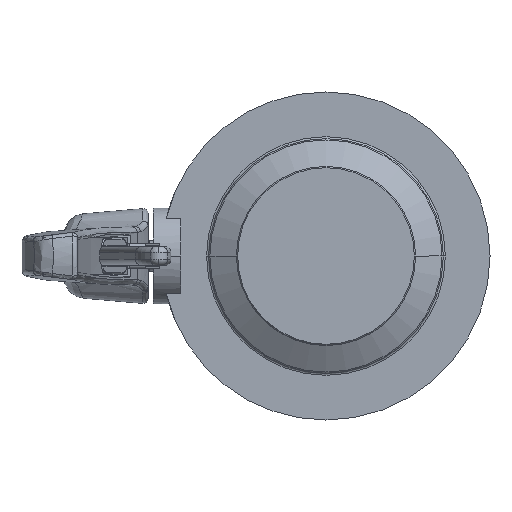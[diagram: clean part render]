
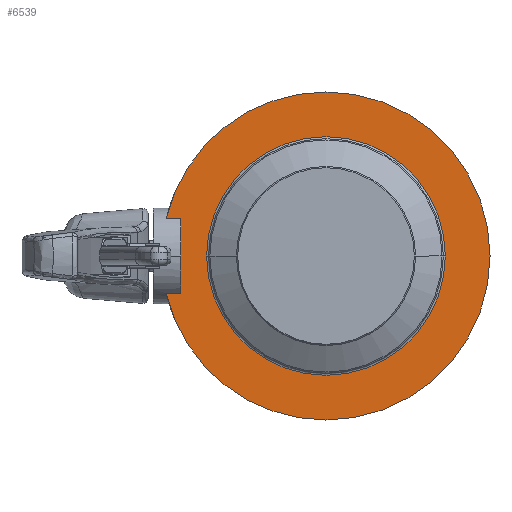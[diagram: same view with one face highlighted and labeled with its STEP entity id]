
A CAD part, left-side view. The second image highlights one B-rep face of the part: STEP entity #6539.
In plain terms, the highlighted planar face has unit normal (-1, 0, 0).
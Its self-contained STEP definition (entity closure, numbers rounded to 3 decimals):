
#4932 = FACE_OUTER_BOUND ( 'NONE', #10661, .T. ) ;
#4934 = DIRECTION ( 'NONE',  ( 1., 0., 0. ) ) ;
#4936 = CARTESIAN_POINT ( 'NONE',  ( -12., 0., 46.5 ) ) ;
#4937 = FACE_BOUND ( 'NONE', #10736, .T. ) ;
#4938 = PLANE ( 'NONE',  #10038 ) ;
#4940 = DIRECTION ( 'NONE',  ( 0., 1., 0. ) ) ;
#6539 = ADVANCED_FACE ( 'NONE', ( #4932, #4937 ), #4938, .F. ) ;
#6624 = CIRCLE ( 'NONE', #6631, 47.3 ) ;
#6631 = AXIS2_PLACEMENT_3D ( 'NONE', #6985, #6986, #6987 ) ;
#6639 = CIRCLE ( 'NONE', #6644, 65. ) ;
#6644 = AXIS2_PLACEMENT_3D ( 'NONE', #7014, #7015, #7016 ) ;
#6682 = VECTOR ( 'NONE', #7358, 1000. ) ;
#6701 = CIRCLE ( 'NONE', #6708, 47.3 ) ;
#6708 = AXIS2_PLACEMENT_3D ( 'NONE', #7914, #7915, #7916 ) ;
#6744 = CIRCLE ( 'NONE', #6746, 65. ) ;
#6746 = AXIS2_PLACEMENT_3D ( 'NONE', #8686, #8687, #8688 ) ;
#6778 = VECTOR ( 'NONE', #8863, 1000. ) ;
#6783 = VECTOR ( 'NONE', #9046, 1000. ) ;
#6822 = CIRCLE ( 'NONE', #6824, 65. ) ;
#6824 = AXIS2_PLACEMENT_3D ( 'NONE', #9627, #9628, #9629 ) ;
#6985 = CARTESIAN_POINT ( 'NONE',  ( -12., 0., 0. ) ) ;
#6986 = DIRECTION ( 'NONE',  ( 1., 0., 0. ) ) ;
#6987 = DIRECTION ( 'NONE',  ( 0., 1., 0. ) ) ;
#7014 = CARTESIAN_POINT ( 'NONE',  ( -12., 0., 0. ) ) ;
#7015 = DIRECTION ( 'NONE',  ( -1., 0., 0. ) ) ;
#7016 = DIRECTION ( 'NONE',  ( 0., 0., -1. ) ) ;
#7349 = LINE ( 'NONE', #7356, #6682 ) ;
#7356 = CARTESIAN_POINT ( 'NONE',  ( -12., 3.751, 14.731 ) ) ;
#7358 = DIRECTION ( 'NONE',  ( 0., -1., 0. ) ) ;
#7359 = CARTESIAN_POINT ( 'NONE',  ( -12., 57.491, -14.731 ) ) ;
#7390 = CARTESIAN_POINT ( 'NONE',  ( -12., -47.3, 0. ) ) ;
#7395 = CARTESIAN_POINT ( 'NONE',  ( -12., 57.491, 14.731 ) ) ;
#7462 = CARTESIAN_POINT ( 'NONE',  ( -12., 0., 65. ) ) ;
#7532 = CARTESIAN_POINT ( 'NONE',  ( -12., 63.309, 14.731 ) ) ;
#7550 = CARTESIAN_POINT ( 'NONE',  ( -12., 63.309, -14.731 ) ) ;
#7577 = CARTESIAN_POINT ( 'NONE',  ( -12., 47.3, 0. ) ) ;
#7584 = CARTESIAN_POINT ( 'NONE',  ( -12., 0., -65. ) ) ;
#7914 = CARTESIAN_POINT ( 'NONE',  ( -12., 0., 0. ) ) ;
#7915 = DIRECTION ( 'NONE',  ( 1., 0., 0. ) ) ;
#7916 = DIRECTION ( 'NONE',  ( 0., 1., 0. ) ) ;
#8686 = CARTESIAN_POINT ( 'NONE',  ( -12., 0., 0. ) ) ;
#8687 = DIRECTION ( 'NONE',  ( -1., 0., 0. ) ) ;
#8688 = DIRECTION ( 'NONE',  ( 0., 0., -1. ) ) ;
#8861 = LINE ( 'NONE', #8862, #6778 ) ;
#8862 = CARTESIAN_POINT ( 'NONE',  ( -12., 3.751, -14.731 ) ) ;
#8863 = DIRECTION ( 'NONE',  ( 0., 1., 0. ) ) ;
#9007 = LINE ( 'NONE', #9016, #6783 ) ;
#9016 = CARTESIAN_POINT ( 'NONE',  ( -12., 57.491, 46.5 ) ) ;
#9046 = DIRECTION ( 'NONE',  ( 0., 0., -1. ) ) ;
#9627 = CARTESIAN_POINT ( 'NONE',  ( -12., 0., 0. ) ) ;
#9628 = DIRECTION ( 'NONE',  ( -1., 0., 0. ) ) ;
#9629 = DIRECTION ( 'NONE',  ( 0., 0., -1. ) ) ;
#10038 = AXIS2_PLACEMENT_3D ( 'NONE', #4936, #4934, #4940 ) ;
#10130 = ORIENTED_EDGE ( 'NONE', *, *, #10330, .T. ) ;
#10140 = ORIENTED_EDGE ( 'NONE', *, *, #10380, .T. ) ;
#10264 = ORIENTED_EDGE ( 'NONE', *, *, #11629, .T. ) ;
#10272 = ORIENTED_EDGE ( 'NONE', *, *, #11585, .T. ) ;
#10330 = EDGE_CURVE ( 'NONE', #10985, #11187, #6624, .T. ) ;
#10338 = ORIENTED_EDGE ( 'NONE', *, *, #10343, .T. ) ;
#10343 = EDGE_CURVE ( 'NONE', #11160, #11204, #6639, .T. ) ;
#10380 = EDGE_CURVE ( 'NONE', #11141, #10990, #7349, .T. ) ;
#10398 = ORIENTED_EDGE ( 'NONE', *, *, #11516, .T. ) ;
#10661 = EDGE_LOOP ( 'NONE', ( #10140, #11206, #10272, #10338, #10264, #11203 ) ) ;
#10736 = EDGE_LOOP ( 'NONE', ( #10398, #10130 ) ) ;
#10961 = VERTEX_POINT ( 'NONE', #7359 ) ;
#10985 = VERTEX_POINT ( 'NONE', #7390 ) ;
#10990 = VERTEX_POINT ( 'NONE', #7395 ) ;
#11060 = VERTEX_POINT ( 'NONE', #7462 ) ;
#11141 = VERTEX_POINT ( 'NONE', #7532 ) ;
#11160 = VERTEX_POINT ( 'NONE', #7550 ) ;
#11187 = VERTEX_POINT ( 'NONE', #7577 ) ;
#11203 = ORIENTED_EDGE ( 'NONE', *, *, #11555, .T. ) ;
#11204 = VERTEX_POINT ( 'NONE', #7584 ) ;
#11206 = ORIENTED_EDGE ( 'NONE', *, *, #11612, .T. ) ;
#11516 = EDGE_CURVE ( 'NONE', #11187, #10985, #6701, .T. ) ;
#11555 = EDGE_CURVE ( 'NONE', #11060, #11141, #6744, .T. ) ;
#11585 = EDGE_CURVE ( 'NONE', #10961, #11160, #8861, .T. ) ;
#11612 = EDGE_CURVE ( 'NONE', #10990, #10961, #9007, .T. ) ;
#11629 = EDGE_CURVE ( 'NONE', #11204, #11060, #6822, .T. ) ;
